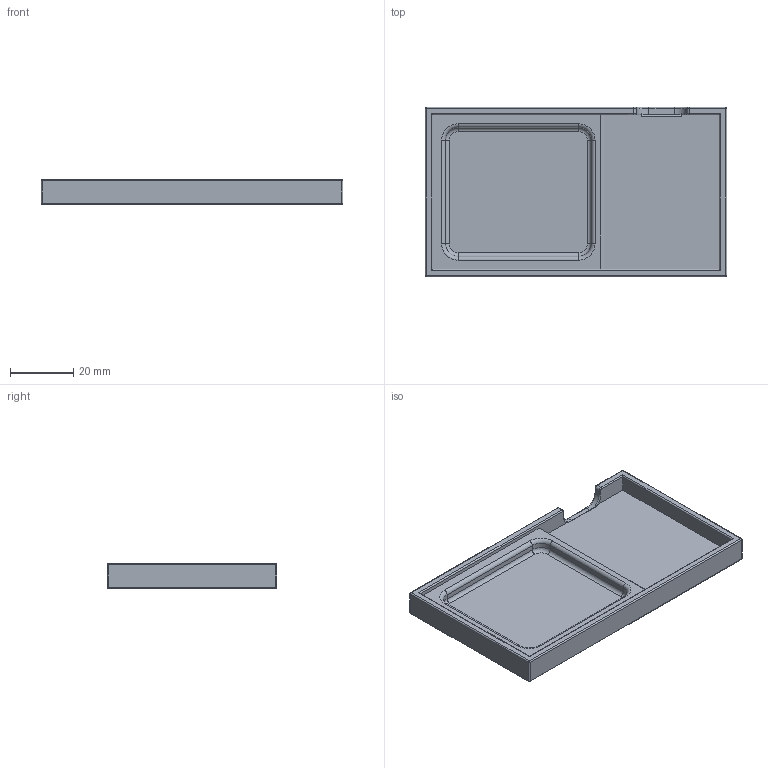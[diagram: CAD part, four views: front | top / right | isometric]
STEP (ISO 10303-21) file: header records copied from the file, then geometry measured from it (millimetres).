
FILE_DESCRIPTION(/* description */ (''),/* implementation_level */ '2;1');
FILE_NAME(/* name */ 'oxocard-connect-case v1.step',/* time_stamp */ '2025-07-29T12:43:42+02:00',/* author */ (''),/* organization */ (''),/* preprocessor_version */ 'ST-DEVELOPER v20.1',/* originating_system */ 'Autodesk Translation Framework v14.10.0.0',/* authorisation */ '');
FILE_SCHEMA (('AUTOMOTIVE_DESIGN { 1 0 10303 214 3 1 1 }'));
Length unit declared in the file: millimetre
Products named in the file (1): oxocard-connect-case
Bounding box: 95.2 x 53.4 x 8 mm (x, y, z)
Volume: 18610.2 mm3; surface area: 13925.9 mm2
Topology: 1 solids, 1 shells, 96 faces, 209 edges, 120 vertices
Faces by surface type: cylinder 44, plane 28, torus 12, sphere 8, bspline 4
Full cylindrical faces by diameter (mm): 10 x4
Entity records: 2670 total; most frequent: CARTESIAN_POINT 498, DIRECTION 491, ORIENTED_EDGE 418, EDGE_CURVE 209, AXIS2_PLACEMENT_3D 193, VERTEX_POINT 120, LINE 105, VECTOR 105
